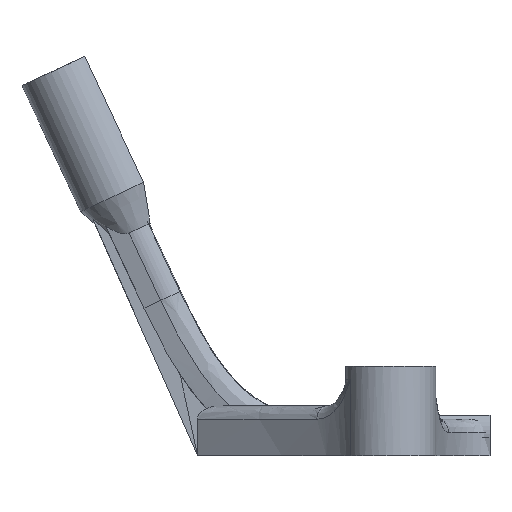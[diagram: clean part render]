
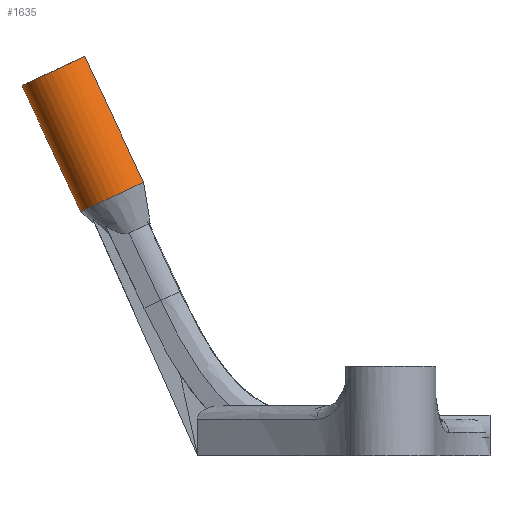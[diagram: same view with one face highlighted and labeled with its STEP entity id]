
A CAD part, left-side view. The second image highlights one B-rep face of the part: STEP entity #1635.
In plain terms, the highlighted cylindrical face has radius 3 mm (diameter 6 mm), a partial arc.
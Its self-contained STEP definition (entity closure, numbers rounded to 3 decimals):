
#152=CYLINDRICAL_SURFACE('',#1750,3.);
#160=LINE('',#2141,#263);
#225=LINE('',#3126,#328);
#263=VECTOR('',#1822,10.);
#328=VECTOR('',#1971,10.);
#445=FACE_OUTER_BOUND('',#542,.T.);
#542=EDGE_LOOP('',(#1325,#1326,#1327,#1328));
#600=CIRCLE('',#1707,3.);
#616=CIRCLE('',#1749,3.);
#676=VERTEX_POINT('',#2129);
#677=VERTEX_POINT('',#2131);
#679=VERTEX_POINT('',#2137);
#752=VERTEX_POINT('',#3109);
#834=EDGE_CURVE('',#676,#677,#600,.T.);
#838=EDGE_CURVE('',#679,#676,#160,.T.);
#957=EDGE_CURVE('',#752,#679,#616,.T.);
#961=EDGE_CURVE('',#752,#677,#225,.T.);
#1325=ORIENTED_EDGE('',*,*,#957,.F.);
#1326=ORIENTED_EDGE('',*,*,#961,.T.);
#1327=ORIENTED_EDGE('',*,*,#834,.F.);
#1328=ORIENTED_EDGE('',*,*,#838,.F.);
#1635=ADVANCED_FACE('',(#445),#152,.T.);
#1707=AXIS2_PLACEMENT_3D('',#2132,#1816,#1817);
#1749=AXIS2_PLACEMENT_3D('',#3113,#1967,#1968);
#1750=AXIS2_PLACEMENT_3D('',#3125,#1969,#1970);
#1816=DIRECTION('center_axis',(0.,0.423,0.906));
#1817=DIRECTION('ref_axis',(-1.,0.,0.));
#1822=DIRECTION('',(0.,0.423,0.906));
#1967=DIRECTION('center_axis',(0.,-0.423,-0.906));
#1968=DIRECTION('ref_axis',(-1.,0.,0.));
#1969=DIRECTION('center_axis',(0.,-0.423,-0.906));
#1970=DIRECTION('ref_axis',(0.,0.906,-0.423));
#1971=DIRECTION('',(0.,0.423,0.906));
#2129=CARTESIAN_POINT('',(1.998,23.113,28.409));
#2131=CARTESIAN_POINT('',(-1.998,23.113,28.409));
#2132=CARTESIAN_POINT('Origin',(0.,25.141,27.464));
#2137=CARTESIAN_POINT('',(1.998,18.675,18.893));
#2141=CARTESIAN_POINT('',(1.998,18.886,19.346));
#3109=CARTESIAN_POINT('',(-1.998,18.675,18.893));
#3113=CARTESIAN_POINT('Origin',(0.,20.703,17.947));
#3125=CARTESIAN_POINT('Origin',(0.,20.915,18.401));
#3126=CARTESIAN_POINT('',(-1.998,18.886,19.346));
